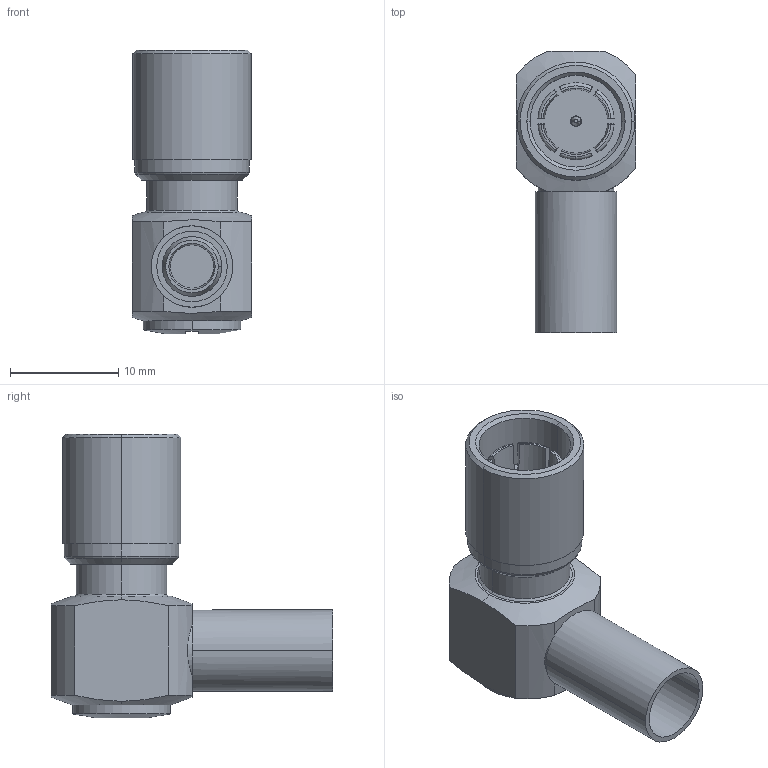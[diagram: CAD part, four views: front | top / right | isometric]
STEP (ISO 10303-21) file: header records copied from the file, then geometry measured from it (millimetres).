
FILE_DESCRIPTION (( 'STEP AP214' ), '1' );
FILE_NAME ('J01070K2001.STEP', '2019-07-10T13:12:36', ( '' ), ( '' ), 'SwSTEP 2.0', 'SolidWorks 2018', '' );
FILE_SCHEMA (( 'AUTOMOTIVE_DESIGN' ));
Length unit declared in the file: millimetre
Products named in the file (1): J01070K2001
Bounding box: 11 x 26 x 26.15 mm (x, y, z)
Volume: 2610.8 mm3; surface area: 2052.9 mm2
Topology: 1 solids, 1 shells, 127 faces, 302 edges, 193 vertices
Faces by surface type: cylinder 41, plane 41, cone 36, torus 9
Entity records: 5228 total; most frequent: CARTESIAN_POINT 961, DIRECTION 606, ORIENTED_EDGE 604, EDGE_CURVE 302, AXIS2_PLACEMENT_3D 248, VERTEX_POINT 193, EDGE_LOOP 143, ADVANCED_FACE 127
